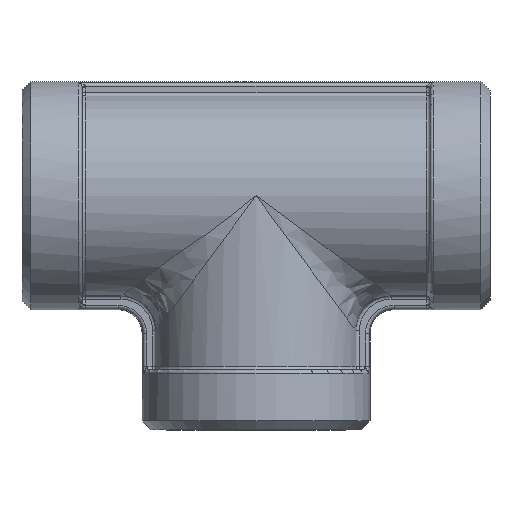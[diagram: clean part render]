
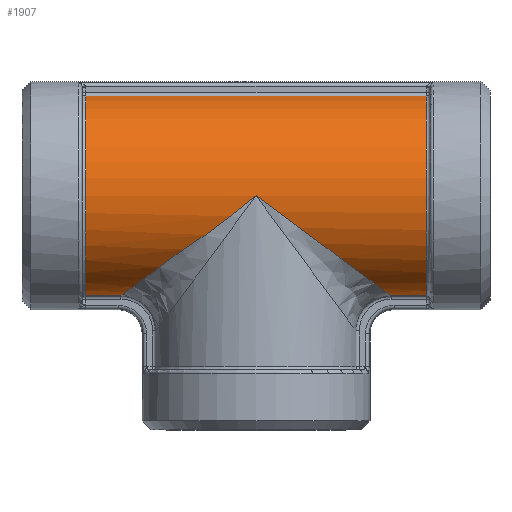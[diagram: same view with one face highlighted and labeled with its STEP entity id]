
A CAD part, top view. The second image highlights one B-rep face of the part: STEP entity #1907.
In plain terms, the highlighted cylindrical face has radius 8.5 mm (diameter 17 mm), a partial arc.
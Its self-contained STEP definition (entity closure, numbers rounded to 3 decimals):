
#46=ELLIPSE('',#2122,14.3,8.5);
#47=ELLIPSE('',#2123,14.3,8.5);
#152=LINE('',#4075,#216);
#153=LINE('',#4078,#217);
#154=LINE('',#4096,#218);
#216=VECTOR('',#2578,28.4);
#217=VECTOR('',#2581,2.943);
#218=VECTOR('',#2586,2.943);
#292=CIRCLE('',#2056,8.5);
#322=CIRCLE('',#2103,8.5);
#485=FACE_OUTER_BOUND('',#621,.T.);
#621=EDGE_LOOP('',(#1568,#1569,#1570,#1571,#1572,#1573,#1574,#1575));
#752=B_SPLINE_CURVE_WITH_KNOTS('',3,(#4082,#4083,#4084,#4085,#4086,#4087,
#4088,#4089,#4090,#4091,#4092,#4093),.UNSPECIFIED.,.F.,.F.,(4,2,2,2,2,4),
(-0.2,-0.198,-0.071,-0.029,
-0.007,0.),.UNSPECIFIED.);
#850=VERTEX_POINT('',#3703);
#851=VERTEX_POINT('',#3705);
#878=VERTEX_POINT('',#3963);
#880=VERTEX_POINT('',#3967);
#888=VERTEX_POINT('',#4077);
#889=VERTEX_POINT('',#4079);
#890=VERTEX_POINT('',#4081);
#891=VERTEX_POINT('',#4094);
#1064=EDGE_CURVE('',#850,#851,#292,.T.);
#1115=EDGE_CURVE('',#880,#878,#322,.T.);
#1133=EDGE_CURVE('',#878,#850,#152,.T.);
#1134=EDGE_CURVE('',#888,#880,#153,.T.);
#1135=EDGE_CURVE('',#889,#888,#46,.T.);
#1136=EDGE_CURVE('',#890,#889,#752,.T.);
#1137=EDGE_CURVE('',#891,#890,#47,.T.);
#1138=EDGE_CURVE('',#851,#891,#154,.T.);
#1568=ORIENTED_EDGE('',*,*,#1133,.F.);
#1569=ORIENTED_EDGE('',*,*,#1115,.F.);
#1570=ORIENTED_EDGE('',*,*,#1134,.F.);
#1571=ORIENTED_EDGE('',*,*,#1135,.F.);
#1572=ORIENTED_EDGE('',*,*,#1136,.F.);
#1573=ORIENTED_EDGE('',*,*,#1137,.F.);
#1574=ORIENTED_EDGE('',*,*,#1138,.F.);
#1575=ORIENTED_EDGE('',*,*,#1064,.F.);
#1813=CYLINDRICAL_SURFACE('',#2121,8.5);
#1907=ADVANCED_FACE('',(#485),#1813,.T.);
#2056=AXIS2_PLACEMENT_3D('',#3706,#2430,#2431);
#2103=AXIS2_PLACEMENT_3D('',#3969,#2537,#2538);
#2121=AXIS2_PLACEMENT_3D('',#4076,#2579,#2580);
#2122=AXIS2_PLACEMENT_3D('',#4080,#2582,#2583);
#2123=AXIS2_PLACEMENT_3D('',#4095,#2584,#2585);
#2430=DIRECTION('center_axis',(1.,0.,0.));
#2431=DIRECTION('ref_axis',(0.,0.,1.));
#2537=DIRECTION('center_axis',(-1.,0.,0.));
#2538=DIRECTION('ref_axis',(0.,0.,1.));
#2578=DIRECTION('',(1.,0.,0.));
#2579=DIRECTION('center_axis',(1.,0.,0.));
#2580=DIRECTION('ref_axis',(0.,1.,0.));
#2581=DIRECTION('',(-1.,0.,0.));
#2582=DIRECTION('center_axis',(0.594,-0.804,0.));
#2583=DIRECTION('ref_axis',(-0.804,-0.594,0.));
#2584=DIRECTION('center_axis',(-0.594,-0.804,0.));
#2585=DIRECTION('ref_axis',(0.804,-0.594,0.));
#2586=DIRECTION('',(-1.,0.,0.));
#3703=CARTESIAN_POINT('',(14.2,8.32,1.739));
#3705=CARTESIAN_POINT('',(14.2,-8.32,1.739));
#3706=CARTESIAN_POINT('Origin',(14.2,0.,0.));
#3963=CARTESIAN_POINT('',(-14.2,8.32,1.739));
#3967=CARTESIAN_POINT('',(-14.2,-8.32,1.739));
#3969=CARTESIAN_POINT('Origin',(-14.2,0.,0.));
#4075=CARTESIAN_POINT('',(0.,8.32,1.739));
#4076=CARTESIAN_POINT('Origin',(0.,0.,0.));
#4077=CARTESIAN_POINT('',(-11.257,-8.32,1.739));
#4078=CARTESIAN_POINT('',(0.,-8.32,1.739));
#4079=CARTESIAN_POINT('',(-6.066,-4.483,7.221));
#4080=CARTESIAN_POINT('Origin',(0.,0.,0.));
#4081=CARTESIAN_POINT('',(0.,0.,8.5));
#4082=CARTESIAN_POINT('Ctrl Pts',(0.,0.,
8.5));
#4083=CARTESIAN_POINT('Ctrl Pts',(-0.019,-0.017,
8.5));
#4084=CARTESIAN_POINT('Ctrl Pts',(-0.038,-0.033,
8.5));
#4085=CARTESIAN_POINT('Ctrl Pts',(-1.358,-1.165,8.493));
#4086=CARTESIAN_POINT('Ctrl Pts',(-2.73,-2.221,8.269));
#4087=CARTESIAN_POINT('Ctrl Pts',(-4.544,-3.49,7.758));
#4088=CARTESIAN_POINT('Ctrl Pts',(-4.995,-3.797,7.612));
#4089=CARTESIAN_POINT('Ctrl Pts',(-5.679,-4.248,7.365));
#4090=CARTESIAN_POINT('Ctrl Pts',(-5.863,-4.366,7.293));
#4091=CARTESIAN_POINT('Ctrl Pts',(-6.01,-4.454,7.24));
#4092=CARTESIAN_POINT('Ctrl Pts',(-6.045,-4.474,7.227));
#4093=CARTESIAN_POINT('Ctrl Pts',(-6.066,-4.483,7.222));
#4094=CARTESIAN_POINT('',(11.257,-8.32,1.739));
#4095=CARTESIAN_POINT('Origin',(0.,0.,0.));
#4096=CARTESIAN_POINT('',(0.,-8.32,1.739));
